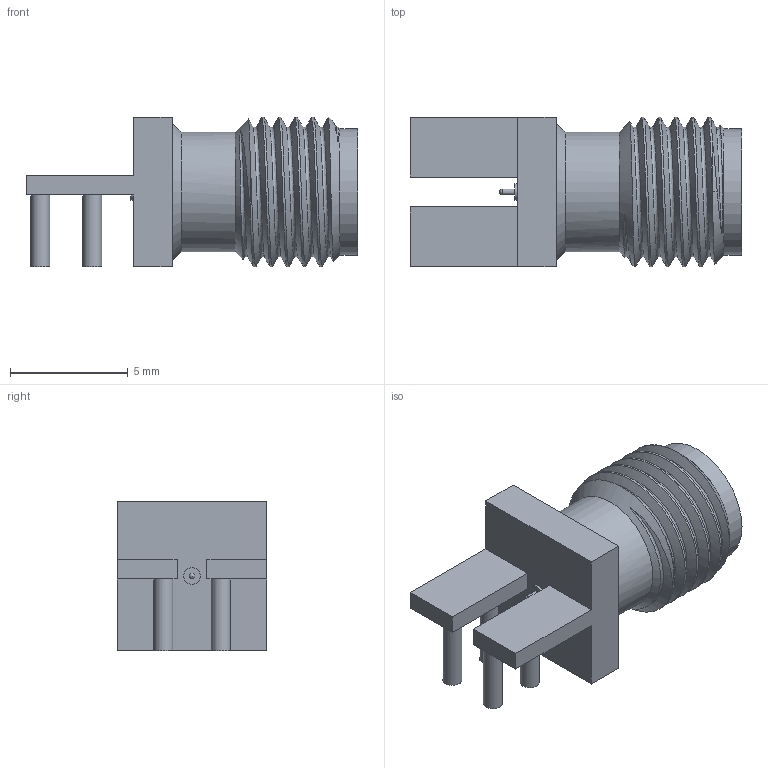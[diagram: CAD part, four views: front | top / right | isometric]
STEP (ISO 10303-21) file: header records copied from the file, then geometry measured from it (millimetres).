
FILE_DESCRIPTION( ( 'Unknown' ), '1' );
FILE_NAME( '142-0761-811.stp', 'Unknown', ( 'Unknown' ), ( 'Unknown' ), 'PSStep 14.0', 'Unknown', ' ' );
FILE_SCHEMA( ( 'AUTOMOTIVE_DESIGN { 1 0 10303 214 1 1 1 1 }' ) );
Length unit declared in the file: millimetre
Products named in the file (1): 1
Bounding box: 14.07 x 6.35 x 6.35 mm (x, y, z)
Volume: 246.6 mm3; surface area: 441.8 mm2
Topology: 1 solids, 1 shells, 43 faces, 95 edges, 62 vertices
Faces by surface type: plane 22, cylinder 12, cone 5, bspline 3, sphere 1
Full cylindrical faces by diameter (mm): 0.254 x1, 0.711 x1, 0.813 x4, 0.991 x1, 4.089 x1, 4.674 x1, 5.08 x1, 5.385 x1
Entity records: 2679 total; most frequent: CARTESIAN_POINT 1505, DIRECTION 166, ORIENTED_EDGE 142, EDGE_CURVE 71, EDGE_LOOP 66, AXIS2_PLACEMENT_3D 65, VERTEX_POINT 56, FACE_OUTER_BOUND 53
